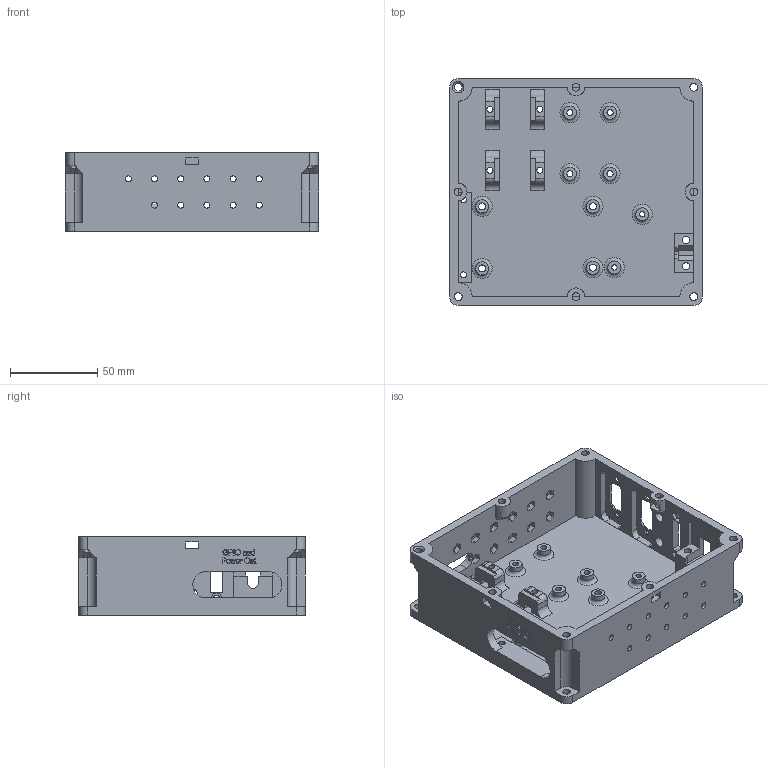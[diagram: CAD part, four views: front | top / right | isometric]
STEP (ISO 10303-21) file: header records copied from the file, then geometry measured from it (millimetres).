
FILE_DESCRIPTION(/* description */ (''),/* implementation_level */ '2;1');
FILE_NAME(/* name */ 'HW_Node_Bottom_v3.step',/* time_stamp */ '2025-05-23T15:46:20+02:00',/* author */ (''),/* organization */ (''),/* preprocessor_version */ 'ST-DEVELOPER v20.1',/* originating_system */ 'Autodesk Translation Framework v14.4.0.0',/* authorisation */ '');
FILE_SCHEMA (('AUTOMOTIVE_DESIGN { 1 0 10303 214 3 1 1 }'));
Length unit declared in the file: millimetre
Products named in the file (1): HW_Node_Bottom
Bounding box: 145 x 130 x 45 mm (x, y, z)
Volume: 189553.1 mm3; surface area: 92876.8 mm2
Topology: 1 solids, 1 shells, 1441 faces, 3992 edges, 2646 vertices
Faces by surface type: plane 790, bspline 488, cylinder 144, torus 14, cone 5
Full cylindrical faces by diameter (mm): 3.048 x2, 3.408 x4, 3.5 x36, 3.51 x2, 4 x4, 4.2 x2, 4.5 x16, 5.841 x2, 7.5 x10
Entity records: 47464 total; most frequent: CARTESIAN_POINT 13360, ORIENTED_EDGE 7984, DIRECTION 5230, EDGE_CURVE 3992, LINE 2660, VECTOR 2660, VERTEX_POINT 2646, EDGE_LOOP 1700
